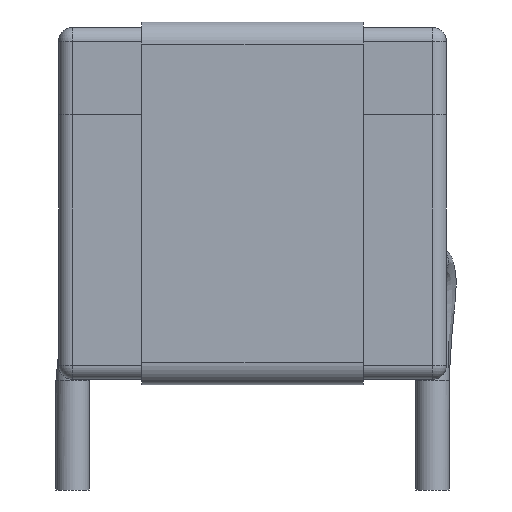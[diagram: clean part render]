
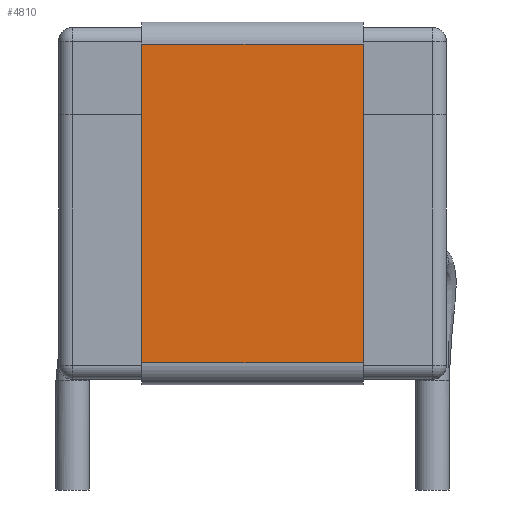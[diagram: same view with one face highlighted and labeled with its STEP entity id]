
A CAD part, front view. The second image highlights one B-rep face of the part: STEP entity #4810.
In plain terms, the highlighted face is planar.
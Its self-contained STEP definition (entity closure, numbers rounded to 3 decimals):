
#225=LINE('',#8578,#597);
#234=LINE('',#8615,#606);
#252=LINE('',#8660,#624);
#253=LINE('',#8662,#625);
#597=VECTOR('',#5693,1000.);
#606=VECTOR('',#5722,1000.);
#624=VECTOR('',#5774,1000.);
#625=VECTOR('',#5777,1000.);
#1378=ORIENTED_EDGE('',*,*,#2371,.F.);
#1379=ORIENTED_EDGE('',*,*,#2413,.F.);
#1380=ORIENTED_EDGE('',*,*,#2389,.T.);
#1381=ORIENTED_EDGE('',*,*,#2412,.T.);
#2371=EDGE_CURVE('',#2913,#2914,#225,.T.);
#2389=EDGE_CURVE('',#2932,#2931,#234,.T.);
#2412=EDGE_CURVE('',#2931,#2914,#252,.T.);
#2413=EDGE_CURVE('',#2932,#2913,#253,.T.);
#2913=VERTEX_POINT('',#8577);
#2914=VERTEX_POINT('',#8579);
#2931=VERTEX_POINT('',#8614);
#2932=VERTEX_POINT('',#8616);
#3439=EDGE_LOOP('',(#1378,#1379,#1380,#1381));
#3713=FACE_BOUND('',#3439,.T.);
#3942=PLANE('',#5079);
#4810=ADVANCED_FACE('',(#3713),#3942,.T.);
#5079=AXIS2_PLACEMENT_3D('',#8661,#5775,#5776);
#5693=DIRECTION('',(0.,0.,-1.));
#5722=DIRECTION('',(0.,0.,-1.));
#5774=DIRECTION('',(0.,1.,0.));
#5775=DIRECTION('',(1.,0.,0.));
#5776=DIRECTION('',(0.,0.,-1.));
#5777=DIRECTION('',(0.,1.,0.));
#8577=CARTESIAN_POINT('',(10.584,4.,7.325));
#8578=CARTESIAN_POINT('',(10.584,4.,7.325));
#8579=CARTESIAN_POINT('',(10.584,4.,-4.175));
#8614=CARTESIAN_POINT('',(10.584,-4.,-4.175));
#8615=CARTESIAN_POINT('',(10.584,-4.,7.325));
#8616=CARTESIAN_POINT('',(10.584,-4.,7.325));
#8660=CARTESIAN_POINT('',(10.584,-4.,-4.175));
#8661=CARTESIAN_POINT('',(10.584,-4.,7.325));
#8662=CARTESIAN_POINT('',(10.584,-4.,7.325));
